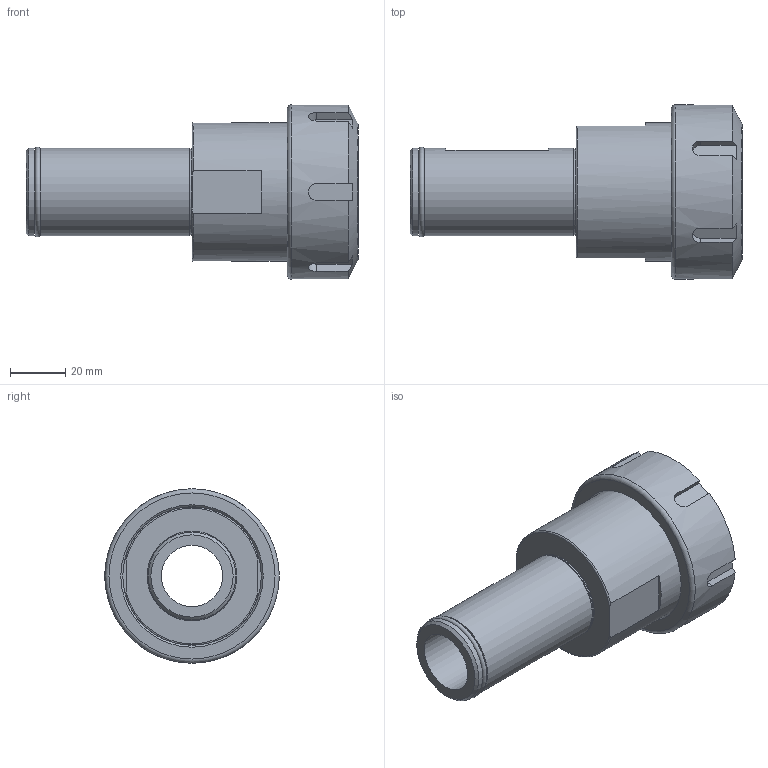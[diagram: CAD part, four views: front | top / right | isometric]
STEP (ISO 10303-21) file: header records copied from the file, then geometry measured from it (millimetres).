
FILE_DESCRIPTION(/* description */ (''),/* implementation_level */ '2;1');
FILE_NAME(/* name */ 'S125-ER40-0236NC.stp',/* time_stamp */ '2019-06-18T09:16:50-05:00',/* author */ ('ldfli'),/* organization */ (''),/* preprocessor_version */ 'ST-DEVELOPER v18',/* originating_system */ 'Autodesk Inventor LT',/* authorisation */ '');
FILE_SCHEMA (('AUTOMOTIVE_DESIGN { 1 0 10303 214 3 1 1 }'));
Length unit declared in the file: millimetre
Products named in the file (1): S125-ER40-0236NC
Bounding box: 120 x 63 x 63 mm (x, y, z)
Volume: 106925.4 mm3; surface area: 38516 mm2
Topology: 3 solids, 3 shells, 76 faces, 220 edges, 158 vertices
Faces by surface type: plane 38, cylinder 20, torus 9, cone 9
Full cylindrical faces by diameter (mm): 22.098 x1, 28.91 x2, 30.5 x1, 31.15 x1, 31.75 x2, 33.32 x1, 37.47 x1, 42 x1, 48.5 x1, 50 x1, 51.76 x1, 63 x1
Entity records: 2762 total; most frequent: CARTESIAN_POINT 645, DIRECTION 453, ORIENTED_EDGE 440, EDGE_CURVE 220, AXIS2_PLACEMENT_3D 191, VERTEX_POINT 158, CIRCLE 114, EDGE_LOOP 90
